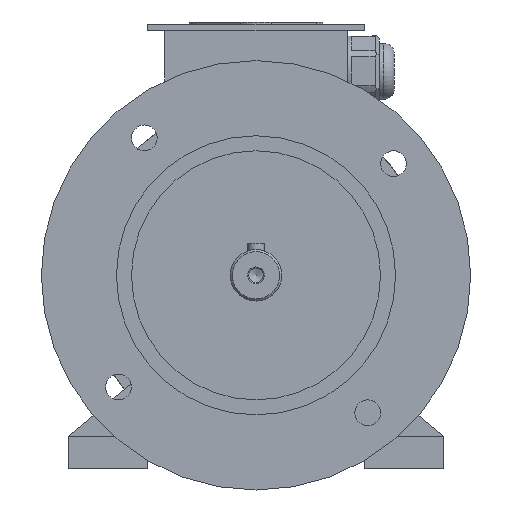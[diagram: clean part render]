
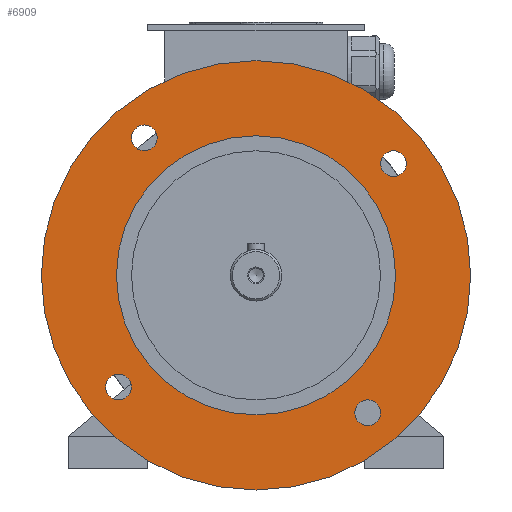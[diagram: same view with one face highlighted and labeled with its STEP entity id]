
A CAD part, front view. The second image highlights one B-rep face of the part: STEP entity #6909.
In plain terms, the highlighted planar face has unit normal (0, -1, 0).
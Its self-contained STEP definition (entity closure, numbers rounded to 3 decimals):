
#180=CIRCLE('',#7198,6.);
#182=CIRCLE('',#7201,6.);
#184=CIRCLE('',#7204,6.);
#189=CIRCLE('',#7211,65.);
#193=CIRCLE('',#7218,100.);
#194=CIRCLE('',#7220,6.);
#410=ORIENTED_EDGE('',*,*,#1866,.F.);
#411=ORIENTED_EDGE('',*,*,#1868,.F.);
#412=ORIENTED_EDGE('',*,*,#1870,.F.);
#413=ORIENTED_EDGE('',*,*,#1880,.F.);
#414=ORIENTED_EDGE('',*,*,#1879,.F.);
#415=ORIENTED_EDGE('',*,*,#1875,.T.);
#1866=EDGE_CURVE('',#2604,#2604,#180,.T.);
#1868=EDGE_CURVE('',#2606,#2606,#182,.T.);
#1870=EDGE_CURVE('',#2608,#2608,#184,.T.);
#1875=EDGE_CURVE('',#2613,#2613,#189,.T.);
#1879=EDGE_CURVE('',#2617,#2617,#193,.T.);
#1880=EDGE_CURVE('',#2618,#2618,#194,.T.);
#2604=VERTEX_POINT('',#9221);
#2606=VERTEX_POINT('',#9226);
#2608=VERTEX_POINT('',#9231);
#2613=VERTEX_POINT('',#9243);
#2617=VERTEX_POINT('',#9254);
#2618=VERTEX_POINT('',#9257);
#4062=EDGE_LOOP('',(#410));
#4063=EDGE_LOOP('',(#411));
#4064=EDGE_LOOP('',(#412));
#4065=EDGE_LOOP('',(#413));
#4066=EDGE_LOOP('',(#414));
#4067=EDGE_LOOP('',(#415));
#4400=FACE_BOUND('',#4062,.T.);
#4401=FACE_BOUND('',#4063,.T.);
#4402=FACE_BOUND('',#4064,.T.);
#4403=FACE_BOUND('',#4065,.T.);
#4404=FACE_BOUND('',#4066,.T.);
#4405=FACE_BOUND('',#4067,.T.);
#4719=PLANE('',#7219);
#6909=ADVANCED_FACE('',(#4400,#4401,#4402,#4403,#4404,#4405),#4719,.F.);
#7198=AXIS2_PLACEMENT_3D('',#9220,#7728,#7729);
#7201=AXIS2_PLACEMENT_3D('',#9225,#7734,#7735);
#7204=AXIS2_PLACEMENT_3D('',#9230,#7740,#7741);
#7211=AXIS2_PLACEMENT_3D('',#9242,#7754,#7755);
#7218=AXIS2_PLACEMENT_3D('',#9253,#7768,#7769);
#7219=AXIS2_PLACEMENT_3D('',#9255,#7770,#7771);
#7220=AXIS2_PLACEMENT_3D('',#9256,#7772,#7773);
#7728=DIRECTION('',(0.,-1.,0.));
#7729=DIRECTION('',(0.,0.,1.));
#7734=DIRECTION('',(0.,-1.,0.));
#7735=DIRECTION('',(-1.,0.,0.));
#7740=DIRECTION('',(0.,-1.,0.));
#7741=DIRECTION('',(0.,0.,-1.));
#7754=DIRECTION('',(0.,1.,0.));
#7755=DIRECTION('',(0.,0.,1.));
#7768=DIRECTION('',(0.,1.,0.));
#7769=DIRECTION('',(1.,0.,0.));
#7770=DIRECTION('',(0.,1.,0.));
#7771=DIRECTION('',(0.,0.,1.));
#7772=DIRECTION('',(0.,-1.,0.));
#7773=DIRECTION('',(1.,0.,0.));
#9220=CARTESIAN_POINT('',(-64.027,-27.,-52.027));
#9221=CARTESIAN_POINT('',(-64.027,-27.,-46.027));
#9225=CARTESIAN_POINT('',(52.027,-27.,-64.027));
#9226=CARTESIAN_POINT('',(46.027,-27.,-64.027));
#9230=CARTESIAN_POINT('',(64.027,-27.,52.027));
#9231=CARTESIAN_POINT('',(64.027,-27.,46.027));
#9242=CARTESIAN_POINT('',(0.,-27.,0.));
#9243=CARTESIAN_POINT('',(0.,-27.,65.));
#9253=CARTESIAN_POINT('',(0.,-27.,0.));
#9254=CARTESIAN_POINT('',(100.,-27.,0.));
#9255=CARTESIAN_POINT('',(0.,-27.,0.));
#9256=CARTESIAN_POINT('',(-52.027,-27.,64.027));
#9257=CARTESIAN_POINT('',(-46.027,-27.,64.027));
